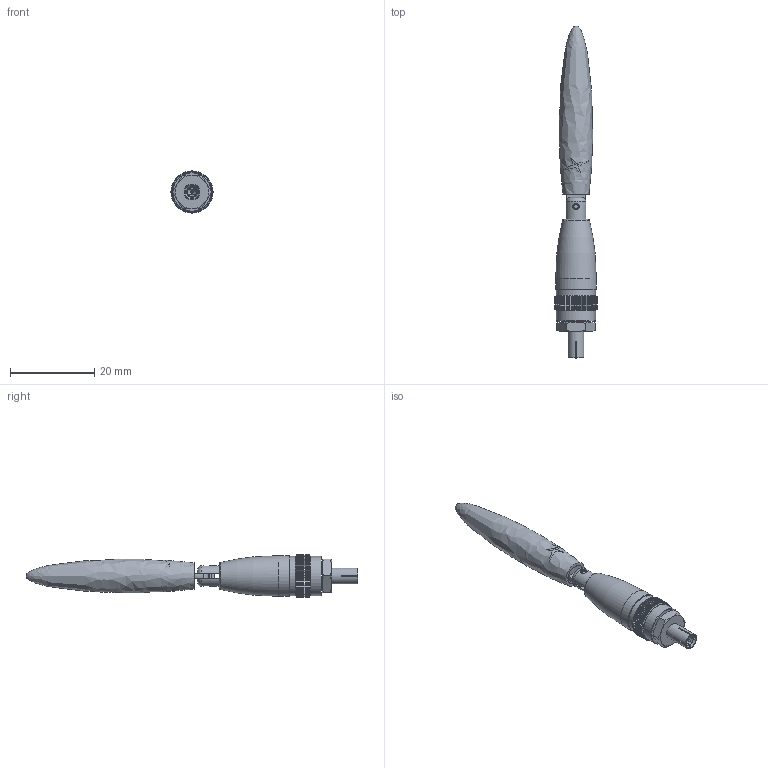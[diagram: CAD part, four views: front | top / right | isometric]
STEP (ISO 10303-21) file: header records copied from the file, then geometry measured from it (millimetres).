
FILE_DESCRIPTION (( 'STEP AP214' ), '1' );
FILE_NAME ('TG.66.AN13W_Web.STEP', '2025-09-17T02:09:46', ( '' ), ( '' ), 'SwSTEP 2.0', 'SolidWorks 2024', '' );
FILE_SCHEMA (( 'AUTOMOTIVE_DESIGN' ));
Length unit declared in the file: millimetre
Products named in the file (1): TG.66.AN13W_Web
Bounding box: 10 x 79 x 10 mm (x, y, z)
Surface area: 2124.3 mm2 (no closed solid volume)
Topology: 0 solids, 9 shells, 275 faces, 946 edges, 648 vertices
Faces by surface type: plane 185, cylinder 54, cone 23, bspline 9, torus 4
Full cylindrical faces by diameter (mm): 0.5 x1, 1.25 x1, 1.3 x1, 2.5 x1, 3.8 x1, 4.85 x1, 5 x1, 9.3 x2, 9.7 x1
Entity records: 15316 total; most frequent: CARTESIAN_POINT 4861, ORIENTED_EDGE 1615, DIRECTION 1332, EDGE_CURVE 917, VERTEX_POINT 641, AXIS2_PLACEMENT_3D 521, B_SPLINE_CURVE_WITH_KNOTS 373, EDGE_LOOP 315
